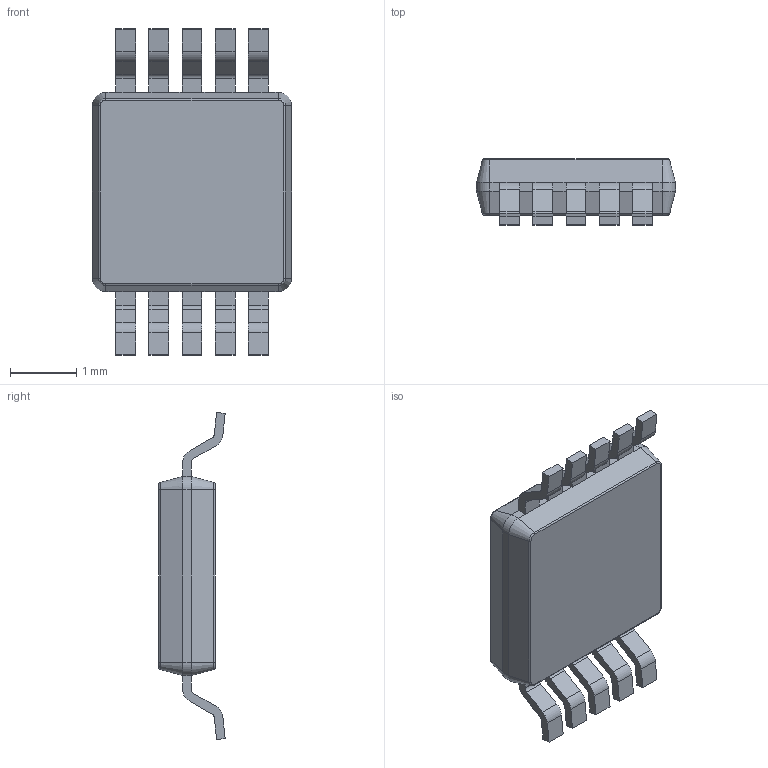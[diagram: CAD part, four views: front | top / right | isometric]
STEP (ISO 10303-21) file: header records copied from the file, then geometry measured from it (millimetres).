
FILE_DESCRIPTION (( 'STEP AP214' ), '1' );
FILE_NAME ('User Library-AD5170BRMZ100-ND.STEP', '2020-03-24T05:18:13', ( '' ), ( '' ), 'SwSTEP 2.0', 'SolidWorks 2019', '' );
FILE_SCHEMA (( 'AUTOMOTIVE_DESIGN' ));
Length unit declared in the file: millimetre
Products named in the file (1): User Library-AD5170BRMZ100-ND
Bounding box: 3 x 1 x 4.93 mm (x, y, z)
Volume: 7.7 mm3; surface area: 36 mm2
Topology: 1 solids, 1 shells, 187 faces, 478 edges, 294 vertices
Faces by surface type: plane 115, cylinder 52, torus 10, cone 10
Entity records: 7032 total; most frequent: DIRECTION 982, CARTESIAN_POINT 960, ORIENTED_EDGE 956, EDGE_CURVE 478, LINE 350, VECTOR 350, AXIS2_PLACEMENT_3D 316, VERTEX_POINT 294
